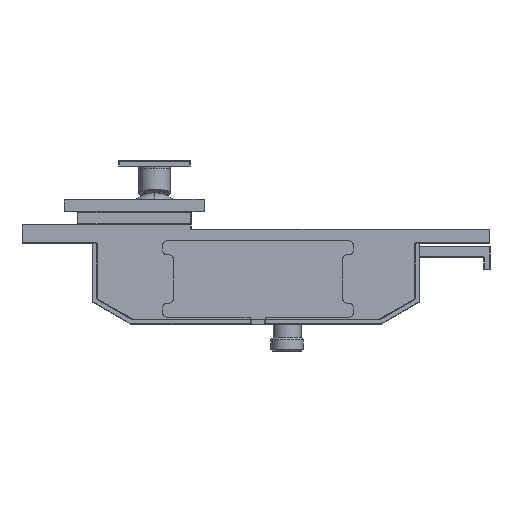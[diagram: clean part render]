
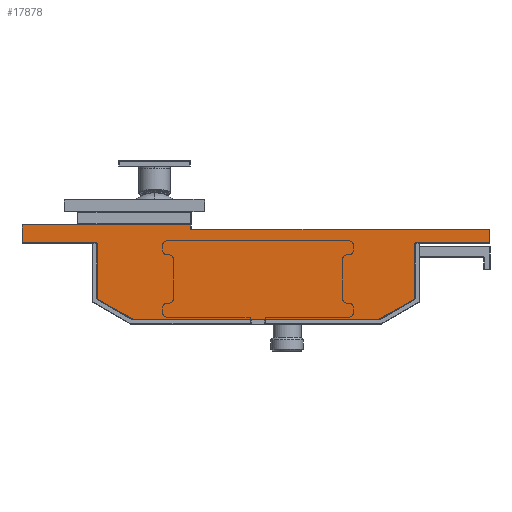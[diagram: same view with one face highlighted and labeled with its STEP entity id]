
A CAD part, left-side view. The second image highlights one B-rep face of the part: STEP entity #17878.
In plain terms, the highlighted planar face has unit normal (-1, 0, 0).
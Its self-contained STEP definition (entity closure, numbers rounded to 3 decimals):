
#1936=B_SPLINE_CURVE_WITH_KNOTS('',3,(#115211,#115213,#115214,#115215,#115216,#115212),.UNSPECIFIED.,.F.,.U.,(4,2,4),(0.,0.5,1.),.UNSPECIFIED.);
#1937=B_SPLINE_CURVE_WITH_KNOTS('',3,(#115221,#115223,#115224,#115225,#115226,#115222),.UNSPECIFIED.,.F.,.U.,(4,2,4),(0.,0.5,1.),.UNSPECIFIED.);
#7792=VECTOR('',#185295,190.9);
#7830=VECTOR('',#185466,18.422);
#7831=VECTOR('',#185302,6.986);
#7832=VECTOR('',#185280,34.179);
#7833=VECTOR('',#185282,47.6);
#7834=VECTOR('',#185278,8.4);
#7835=VECTOR('',#185278,2.4);
#7836=VECTOR('',#185295,107.9);
#7837=VECTOR('',#185280,11.4);
#7838=VECTOR('',#185282,47.6);
#7839=VECTOR('',#185278,34.179);
#7840=VECTOR('',#185303,6.986);
#7841=VECTOR('',#185468,18.422);
#7842=VECTOR('',#185295,156.57);
#12301=LINE('',#115126,#7792);
#12339=LINE('',#115206,#7830);
#12340=LINE('',#115208,#7831);
#12341=LINE('',#115211,#7832);
#12342=LINE('',#115212,#7833);
#12343=LINE('',#115217,#7834);
#12344=LINE('',#115202,#7835);
#12345=LINE('',#115218,#7836);
#12346=LINE('',#115219,#7837);
#12347=LINE('',#115220,#7838);
#12348=LINE('',#115227,#7839);
#12349=LINE('',#115228,#7840);
#12350=LINE('',#115231,#7841);
#12351=LINE('',#115207,#7842);
#16588=PLANE('',#179483);
#17878=ADVANCED_FACE('extract',(#22197),#16588,.T.);
#22197=FACE_OUTER_BOUND('',#70198,.T.);
#27784=ORIENTED_EDGE('',*,*,#49799,.F.);
#27785=ORIENTED_EDGE('',*,*,#49800,.F.);
#27786=ORIENTED_EDGE('',*,*,#49801,.T.);
#27787=ORIENTED_EDGE('',*,*,#49802,.F.);
#27788=ORIENTED_EDGE('',*,*,#49803,.T.);
#27789=ORIENTED_EDGE('',*,*,#49804,.T.);
#27790=ORIENTED_EDGE('',*,*,#49805,.T.);
#27791=ORIENTED_EDGE('',*,*,#49732,.T.);
#27792=ORIENTED_EDGE('',*,*,#49798,.T.);
#27793=ORIENTED_EDGE('',*,*,#49806,.T.);
#27794=ORIENTED_EDGE('',*,*,#49807,.T.);
#27795=ORIENTED_EDGE('',*,*,#49808,.T.);
#27796=ORIENTED_EDGE('',*,*,#49809,.T.);
#27797=ORIENTED_EDGE('',*,*,#49810,.T.);
#27798=ORIENTED_EDGE('',*,*,#49811,.F.);
#27799=ORIENTED_EDGE('',*,*,#49812,.T.);
#27800=ORIENTED_EDGE('',*,*,#49813,.T.);
#27801=ORIENTED_EDGE('',*,*,#49814,.F.);
#27802=ORIENTED_EDGE('',*,*,#49815,.F.);
#49732=EDGE_CURVE('900',#63327,#63326,#12301,.T.);
#49798=EDGE_CURVE('901',#63326,#63379,#60656,.T.);
#49799=EDGE_CURVE('893',#63380,#63381,#12339,.T.);
#49800=EDGE_CURVE('894',#63382,#63380,#12340,.T.);
#49801=EDGE_CURVE('895',#63382,#63383,#60657,.T.);
#49802=EDGE_CURVE('896',#63384,#63383,#12341,.T.);
#49803=EDGE_CURVE('897',#63384,#63385,#1936,.T.);
#49804=EDGE_CURVE('898',#63385,#63386,#12342,.T.);
#49805=EDGE_CURVE('899',#63386,#63327,#12343,.T.);
#49806=EDGE_CURVE('902',#63379,#63387,#12344,.T.);
#49807=EDGE_CURVE('791',#63387,#63388,#12345,.T.);
#49808=EDGE_CURVE('903',#63388,#63389,#12346,.T.);
#49809=EDGE_CURVE('904',#63389,#63390,#12347,.T.);
#49810=EDGE_CURVE('905',#63390,#63391,#1937,.T.);
#49811=EDGE_CURVE('906',#63392,#63391,#12348,.T.);
#49812=EDGE_CURVE('907',#63392,#63393,#60658,.T.);
#49813=EDGE_CURVE('908',#63393,#63394,#12349,.T.);
#49814=EDGE_CURVE('909',#63395,#63394,#12350,.T.);
#49815=EDGE_CURVE('910',#63381,#63395,#12351,.T.);
#60656=CIRCLE('',#179482,0.6);
#60657=CIRCLE('',#179484,2.5);
#60658=CIRCLE('',#179485,2.5);
#63326=VERTEX_POINT('586',#115125);
#63327=VERTEX_POINT('585',#115126);
#63379=VERTEX_POINT('587',#115202);
#63380=VERTEX_POINT('578',#115206);
#63381=VERTEX_POINT('579',#115207);
#63382=VERTEX_POINT('580',#115208);
#63383=VERTEX_POINT('581',#115209);
#63384=VERTEX_POINT('582',#115211);
#63385=VERTEX_POINT('583',#115212);
#63386=VERTEX_POINT('584',#115217);
#63387=VERTEX_POINT('512',#115218);
#63388=VERTEX_POINT('511',#115219);
#63389=VERTEX_POINT('588',#115220);
#63390=VERTEX_POINT('589',#115221);
#63391=VERTEX_POINT('590',#115222);
#63392=VERTEX_POINT('591',#115227);
#63393=VERTEX_POINT('592',#115228);
#63394=VERTEX_POINT('593',#115230);
#63395=VERTEX_POINT('594',#115231);
#70198=EDGE_LOOP('',(#27784,#27785,#27786,#27787,#27788,#27789,#27790,#27791,#27792,#27793,#27794,#27795,#27796,#27797,#27798,#27799,#27800,#27801,#27802));
#115125=CARTESIAN_POINT('',(0.,41.2,35.7));
#115126=CARTESIAN_POINT('',(0.,-149.7,35.7));
#115202=CARTESIAN_POINT('',(0.,41.8,36.3));
#115204=CARTESIAN_POINT('',(0.,41.2,36.3));
#115205=CARTESIAN_POINT('',(0.,-149.7,38.7));
#115206=CARTESIAN_POINT('',(0.,-94.5,-13.057));
#115207=CARTESIAN_POINT('',(0.,-78.285,-21.8));
#115208=CARTESIAN_POINT('',(0.,-100.55,-9.564));
#115209=CARTESIAN_POINT('',(0.,-101.8,-7.399));
#115210=CARTESIAN_POINT('',(0.,-99.3,-7.399));
#115211=CARTESIAN_POINT('',(0.,-101.8,26.78));
#115212=CARTESIAN_POINT('',(0.,-102.1,27.3));
#115213=CARTESIAN_POINT('',(0.,-101.8,26.884));
#115214=CARTESIAN_POINT('',(0.,-101.84,26.983));
#115215=CARTESIAN_POINT('',(0.,-101.954,27.154));
#115216=CARTESIAN_POINT('',(0.,-102.028,27.228));
#115217=CARTESIAN_POINT('',(0.,-149.7,27.3));
#115218=CARTESIAN_POINT('',(0.,41.8,38.7));
#115219=CARTESIAN_POINT('',(0.,149.7,38.7));
#115220=CARTESIAN_POINT('',(0.,149.7,27.3));
#115221=CARTESIAN_POINT('',(0.,102.1,27.3));
#115222=CARTESIAN_POINT('',(0.,101.8,26.78));
#115223=CARTESIAN_POINT('',(0.,102.027,27.227));
#115224=CARTESIAN_POINT('',(0.,101.955,27.155));
#115225=CARTESIAN_POINT('',(0.,101.84,26.982));
#115226=CARTESIAN_POINT('',(0.,101.8,26.884));
#115227=CARTESIAN_POINT('',(0.,101.8,-7.399));
#115228=CARTESIAN_POINT('',(0.,100.55,-9.564));
#115229=CARTESIAN_POINT('',(0.,99.3,-7.399));
#115230=CARTESIAN_POINT('',(0.,94.5,-13.057));
#115231=CARTESIAN_POINT('',(0.,78.285,-21.8));
#179482=AXIS2_PLACEMENT_3D('',#115204,#185279,#185280);
#179483=AXIS2_PLACEMENT_3D('',#115205,#185281,#185295);
#179484=AXIS2_PLACEMENT_3D('',#115210,#185281,#185467);
#179485=AXIS2_PLACEMENT_3D('',#115229,#185281,#185295);
#185278=DIRECTION('',(0.,0.,1.));
#185279=DIRECTION('',(1.,0.,0.));
#185280=DIRECTION('',(0.,0.,-1.));
#185281=DIRECTION('',(-1.,0.,0.));
#185282=DIRECTION('',(0.,-1.,0.));
#185295=DIRECTION('',(0.,1.,0.));
#185302=DIRECTION('',(0.,0.866,-0.5));
#185303=DIRECTION('',(0.,-0.866,-0.5));
#185466=DIRECTION('',(0.,0.88,-0.475));
#185467=DIRECTION('',(0.,-0.5,-0.866));
#185468=DIRECTION('',(0.,0.88,0.475));
